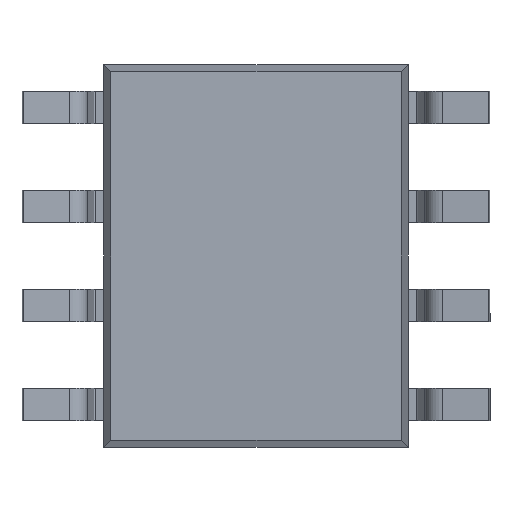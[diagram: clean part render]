
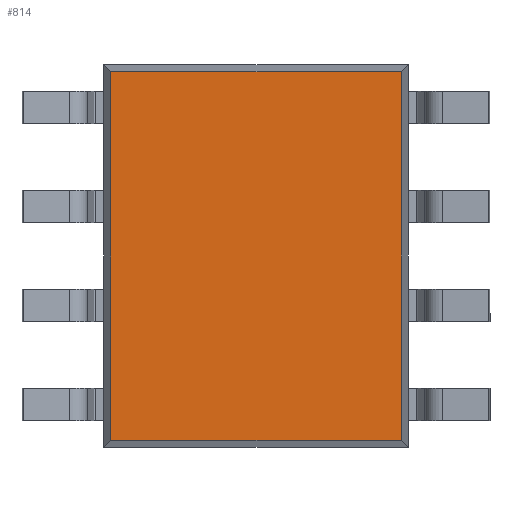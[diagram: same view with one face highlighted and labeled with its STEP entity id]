
A CAD part, front view. The second image highlights one B-rep face of the part: STEP entity #814.
In plain terms, the highlighted planar face has unit normal (0, -1, 0).
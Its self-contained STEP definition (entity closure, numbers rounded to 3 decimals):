
#14 = LINE ( 'NONE', #1448, #2143 ) ;
#239 = ORIENTED_EDGE ( 'NONE', *, *, #3723, .T. ) ;
#396 = ORIENTED_EDGE ( 'NONE', *, *, #3746, .T. ) ;
#478 = VERTEX_POINT ( 'NONE', #3873 ) ;
#491 = PLANE ( 'NONE',  #1655 ) ;
#777 = CARTESIAN_POINT ( 'NONE',  ( 0., 0.25, 0. ) ) ;
#814 = ADVANCED_FACE ( 'NONE', ( #1267 ), #491, .T. ) ;
#958 = VERTEX_POINT ( 'NONE', #2140 ) ;
#991 = VECTOR ( 'NONE', #1268, 1000. ) ;
#1150 = VERTEX_POINT ( 'NONE', #3264 ) ;
#1252 = CARTESIAN_POINT ( 'NONE',  ( -1.95, 0.25, -2.36 ) ) ;
#1267 = FACE_OUTER_BOUND ( 'NONE', #2278, .T. ) ;
#1268 = DIRECTION ( 'NONE',  ( 0., 0., -1. ) ) ;
#1293 = VECTOR ( 'NONE', #2206, 1000. ) ;
#1448 = CARTESIAN_POINT ( 'NONE',  ( 1.86, 0.25, -2.45 ) ) ;
#1655 = AXIS2_PLACEMENT_3D ( 'NONE', #777, #2608, #2881 ) ;
#1758 = DIRECTION ( 'NONE',  ( 0., 0., 1. ) ) ;
#2014 = EDGE_CURVE ( 'NONE', #958, #2978, #2598, .T. ) ;
#2140 = CARTESIAN_POINT ( 'NONE',  ( -1.86, 0.25, 2.36 ) ) ;
#2143 = VECTOR ( 'NONE', #1758, 1000. ) ;
#2206 = DIRECTION ( 'NONE',  ( -1., 0., 0. ) ) ;
#2278 = EDGE_LOOP ( 'NONE', ( #239, #3674, #3165, #396 ) ) ;
#2285 = VECTOR ( 'NONE', #3619, 1000. ) ;
#2598 = LINE ( 'NONE', #3065, #991 ) ;
#2608 = DIRECTION ( 'NONE',  ( 0., -1., 0. ) ) ;
#2700 = CARTESIAN_POINT ( 'NONE',  ( -1.86, 0.25, -2.36 ) ) ;
#2881 = DIRECTION ( 'NONE',  ( 1., 0., 0. ) ) ;
#2978 = VERTEX_POINT ( 'NONE', #2700 ) ;
#3021 = EDGE_CURVE ( 'NONE', #1150, #958, #3715, .T. ) ;
#3065 = CARTESIAN_POINT ( 'NONE',  ( -1.86, 0.25, 2.45 ) ) ;
#3165 = ORIENTED_EDGE ( 'NONE', *, *, #2014, .T. ) ;
#3264 = CARTESIAN_POINT ( 'NONE',  ( 1.86, 0.25, 2.36 ) ) ;
#3367 = LINE ( 'NONE', #1252, #2285 ) ;
#3416 = CARTESIAN_POINT ( 'NONE',  ( 1.95, 0.25, 2.36 ) ) ;
#3619 = DIRECTION ( 'NONE',  ( 1., 0., 0. ) ) ;
#3674 = ORIENTED_EDGE ( 'NONE', *, *, #3021, .T. ) ;
#3715 = LINE ( 'NONE', #3416, #1293 ) ;
#3723 = EDGE_CURVE ( 'NONE', #478, #1150, #14, .T. ) ;
#3746 = EDGE_CURVE ( 'NONE', #2978, #478, #3367, .T. ) ;
#3873 = CARTESIAN_POINT ( 'NONE',  ( 1.86, 0.25, -2.36 ) ) ;
